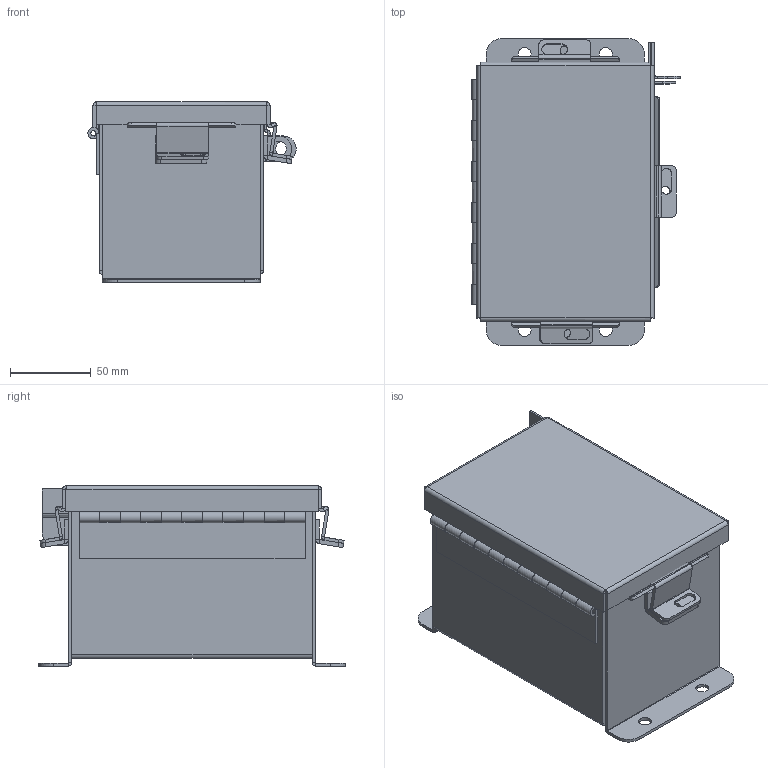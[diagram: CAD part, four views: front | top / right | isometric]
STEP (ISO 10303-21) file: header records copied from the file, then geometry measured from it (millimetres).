
FILE_DESCRIPTION (( 'STEP AP203' ), '1' );
FILE_NAME ('N060404CHNFSS6WP.STEP', '2014-03-04T14:26:16', ( 'changeme' ), ( 'Microsoft' ), 'SwSTEP 2.0', 'SolidWorks 2013', '' );
FILE_SCHEMA (( 'CONFIG_CONTROL_DESIGN' ));
Length unit declared in the file: inch
Products named in the file (15): N060404CHNFSS6WP HW-CD-S-25020-034; HW-CLH-JH-20104; N060404CHNFSS6WP JIC Backpanel; N060404CHNFSS6WP JIC Bottom; N060404CHNFSS6WP JIC Clamp Bracket; N060404CHNFSS6WP Hinge Body Side; N060404CHNFSS6WP Hinge Cover Side JIC; N060404CHNFSS6WP JIC Enclosure Template; N060404CHNFSS6WP _JIC Hinge; N060404CHNFSS6WP JIC_Cover_Template; N060404CHNFSS6WP JIC_Standoff; N060404CHNFSS6WP JIC Top; N060404CHNFSS6WP JIC Cover Clamp; HW-CLH-JH-20154; N060404CHNFSS6WP
Assembly tree (22 placements, depth 3):
  N060404CHNFSS6WP
    N060404CHNFSS6WP JIC Enclosure Template
    N060404CHNFSS6WP _JIC Hinge
      N060404CHNFSS6WP Hinge Body Side
      N060404CHNFSS6WP Hinge Cover Side JIC
    N060404CHNFSS6WP JIC_Cover_Template
    N060404CHNFSS6WP JIC_Standoff  x4
    N060404CHNFSS6WP JIC Backpanel
    N060404CHNFSS6WP JIC Clamp Bracket  x3
    N060404CHNFSS6WP JIC Cover Clamp  x3
    N060404CHNFSS6WP JIC Top
    N060404CHNFSS6WP JIC Bottom
    N060404CHNFSS6WP HW-CD-S-25020-034  x2
    HW-CLH-JH-20154
    HW-CLH-JH-20104
Bounding box: 128.82 x 189.88 x 111.5 mm (x, y, z)
Volume: 230852.8 mm3; surface area: 253015.7 mm2
Topology: 21 solids, 21 shells, 540 faces, 1237 edges, 745 vertices
Faces by surface type: plane 343, cylinder 177, bspline 8, torus 8, cone 4
Entity records: 14023 total; most frequent: CARTESIAN_POINT 2440, DIRECTION 2104, ORIENTED_EDGE 1962, EDGE_CURVE 981, AXIS2_PLACEMENT_3D 707, LINE 690, VECTOR 690, VERTEX_POINT 595
